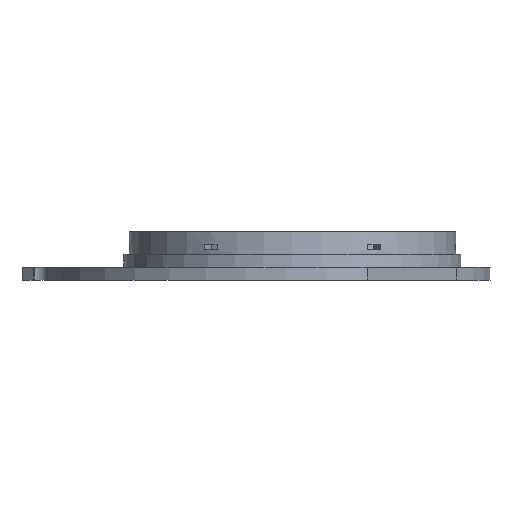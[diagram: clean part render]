
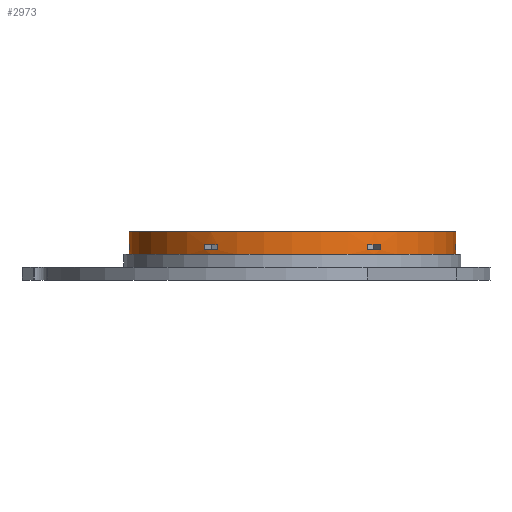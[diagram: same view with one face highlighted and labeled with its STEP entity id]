
A CAD part, left-side view. The second image highlights one B-rep face of the part: STEP entity #2973.
In plain terms, the highlighted cylindrical face has radius 63.4 mm (diameter 126.8 mm), a full revolution.
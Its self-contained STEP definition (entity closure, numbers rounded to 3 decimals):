
#58=CYLINDRICAL_SURFACE('',#3289,63.4);
#131=FACE_BOUND('',#651,.T.);
#132=FACE_BOUND('',#652,.T.);
#133=FACE_BOUND('',#653,.T.);
#134=FACE_BOUND('',#654,.T.);
#135=FACE_BOUND('',#655,.T.);
#136=FACE_BOUND('',#656,.T.);
#257=CIRCLE('',#3233,63.4);
#259=CIRCLE('',#3238,63.4);
#260=CIRCLE('',#3241,63.4);
#262=CIRCLE('',#3246,63.4);
#263=CIRCLE('',#3250,63.4);
#264=CIRCLE('',#3253,63.4);
#266=CIRCLE('',#3258,63.4);
#267=CIRCLE('',#3261,63.4);
#269=CIRCLE('',#3265,63.4);
#271=CIRCLE('',#3270,63.4);
#272=CIRCLE('',#3273,63.4);
#274=CIRCLE('',#3278,63.4);
#280=CIRCLE('',#3290,63.4);
#281=CIRCLE('',#3291,63.4);
#438=FACE_OUTER_BOUND('',#650,.T.);
#650=EDGE_LOOP('',(#2579,#2580,#2581,#2582));
#651=EDGE_LOOP('',(#2583,#2584,#2585,#2586));
#652=EDGE_LOOP('',(#2587,#2588,#2589,#2590));
#653=EDGE_LOOP('',(#2591,#2592,#2593,#2594));
#654=EDGE_LOOP('',(#2595,#2596,#2597,#2598));
#655=EDGE_LOOP('',(#2599,#2600,#2601,#2602));
#656=EDGE_LOOP('',(#2603,#2604,#2605,#2606));
#872=LINE('',#4875,#1128);
#878=LINE('',#4891,#1134);
#882=LINE('',#4902,#1138);
#890=LINE('',#4922,#1146);
#892=LINE('',#4929,#1148);
#896=LINE('',#4938,#1152);
#902=LINE('',#4956,#1158);
#906=LINE('',#4965,#1162);
#912=LINE('',#4983,#1168);
#918=LINE('',#4999,#1174);
#922=LINE('',#5010,#1178);
#928=LINE('',#5026,#1184);
#937=LINE('',#5058,#1193);
#1128=VECTOR('',#3940,10.);
#1134=VECTOR('',#3954,10.);
#1138=VECTOR('',#3966,10.);
#1146=VECTOR('',#3984,10.);
#1148=VECTOR('',#3992,10.);
#1152=VECTOR('',#3998,10.);
#1158=VECTOR('',#4018,10.);
#1162=VECTOR('',#4024,10.);
#1168=VECTOR('',#4044,10.);
#1174=VECTOR('',#4058,10.);
#1178=VECTOR('',#4070,10.);
#1184=VECTOR('',#4084,10.);
#1193=VECTOR('',#4123,63.4);
#1411=VERTEX_POINT('',#4873);
#1412=VERTEX_POINT('',#4874);
#1415=VERTEX_POINT('',#4882);
#1418=VERTEX_POINT('',#4890);
#1420=VERTEX_POINT('',#4900);
#1421=VERTEX_POINT('',#4901);
#1424=VERTEX_POINT('',#4909);
#1428=VERTEX_POINT('',#4921);
#1429=VERTEX_POINT('',#4927);
#1430=VERTEX_POINT('',#4928);
#1433=VERTEX_POINT('',#4936);
#1434=VERTEX_POINT('',#4937);
#1438=VERTEX_POINT('',#4954);
#1439=VERTEX_POINT('',#4955);
#1442=VERTEX_POINT('',#4963);
#1443=VERTEX_POINT('',#4964);
#1447=VERTEX_POINT('',#4981);
#1448=VERTEX_POINT('',#4982);
#1451=VERTEX_POINT('',#4990);
#1454=VERTEX_POINT('',#4998);
#1456=VERTEX_POINT('',#5008);
#1457=VERTEX_POINT('',#5009);
#1460=VERTEX_POINT('',#5017);
#1463=VERTEX_POINT('',#5025);
#1470=VERTEX_POINT('',#5055);
#1471=VERTEX_POINT('',#5057);
#1776=EDGE_CURVE('',#1411,#1412,#872,.T.);
#1780=EDGE_CURVE('',#1412,#1415,#257,.T.);
#1784=EDGE_CURVE('',#1415,#1418,#878,.T.);
#1788=EDGE_CURVE('',#1418,#1411,#259,.T.);
#1789=EDGE_CURVE('',#1420,#1421,#882,.T.);
#1793=EDGE_CURVE('',#1421,#1424,#260,.T.);
#1799=EDGE_CURVE('',#1424,#1428,#890,.T.);
#1801=EDGE_CURVE('',#1428,#1420,#262,.T.);
#1802=EDGE_CURVE('',#1429,#1430,#892,.T.);
#1806=EDGE_CURVE('',#1433,#1434,#896,.T.);
#1810=EDGE_CURVE('',#1430,#1433,#263,.T.);
#1813=EDGE_CURVE('',#1434,#1429,#264,.T.);
#1815=EDGE_CURVE('',#1438,#1439,#902,.T.);
#1819=EDGE_CURVE('',#1442,#1443,#906,.T.);
#1823=EDGE_CURVE('',#1439,#1442,#266,.T.);
#1826=EDGE_CURVE('',#1443,#1438,#267,.T.);
#1828=EDGE_CURVE('',#1447,#1448,#912,.T.);
#1832=EDGE_CURVE('',#1448,#1451,#269,.T.);
#1836=EDGE_CURVE('',#1451,#1454,#918,.T.);
#1840=EDGE_CURVE('',#1454,#1447,#271,.T.);
#1841=EDGE_CURVE('',#1456,#1457,#922,.T.);
#1845=EDGE_CURVE('',#1457,#1460,#272,.T.);
#1849=EDGE_CURVE('',#1460,#1463,#928,.T.);
#1853=EDGE_CURVE('',#1463,#1456,#274,.T.);
#1864=EDGE_CURVE('',#1470,#1470,#280,.T.);
#1865=EDGE_CURVE('',#1470,#1471,#937,.T.);
#1866=EDGE_CURVE('',#1471,#1471,#281,.T.);
#2579=ORIENTED_EDGE('',*,*,#1864,.F.);
#2580=ORIENTED_EDGE('',*,*,#1865,.T.);
#2581=ORIENTED_EDGE('',*,*,#1866,.T.);
#2582=ORIENTED_EDGE('',*,*,#1865,.F.);
#2583=ORIENTED_EDGE('',*,*,#1784,.T.);
#2584=ORIENTED_EDGE('',*,*,#1788,.T.);
#2585=ORIENTED_EDGE('',*,*,#1776,.T.);
#2586=ORIENTED_EDGE('',*,*,#1780,.T.);
#2587=ORIENTED_EDGE('',*,*,#1799,.T.);
#2588=ORIENTED_EDGE('',*,*,#1801,.T.);
#2589=ORIENTED_EDGE('',*,*,#1789,.T.);
#2590=ORIENTED_EDGE('',*,*,#1793,.T.);
#2591=ORIENTED_EDGE('',*,*,#1810,.T.);
#2592=ORIENTED_EDGE('',*,*,#1806,.T.);
#2593=ORIENTED_EDGE('',*,*,#1813,.T.);
#2594=ORIENTED_EDGE('',*,*,#1802,.T.);
#2595=ORIENTED_EDGE('',*,*,#1823,.T.);
#2596=ORIENTED_EDGE('',*,*,#1819,.T.);
#2597=ORIENTED_EDGE('',*,*,#1826,.T.);
#2598=ORIENTED_EDGE('',*,*,#1815,.T.);
#2599=ORIENTED_EDGE('',*,*,#1836,.T.);
#2600=ORIENTED_EDGE('',*,*,#1840,.T.);
#2601=ORIENTED_EDGE('',*,*,#1828,.T.);
#2602=ORIENTED_EDGE('',*,*,#1832,.T.);
#2603=ORIENTED_EDGE('',*,*,#1849,.T.);
#2604=ORIENTED_EDGE('',*,*,#1853,.T.);
#2605=ORIENTED_EDGE('',*,*,#1841,.T.);
#2606=ORIENTED_EDGE('',*,*,#1845,.T.);
#2973=ADVANCED_FACE('',(#438,#131,#132,#133,#134,#135,#136),#58,.T.);
#3233=AXIS2_PLACEMENT_3D('',#4883,#3946,#3947);
#3238=AXIS2_PLACEMENT_3D('',#4898,#3962,#3963);
#3241=AXIS2_PLACEMENT_3D('',#4910,#3972,#3973);
#3246=AXIS2_PLACEMENT_3D('',#4925,#3988,#3989);
#3250=AXIS2_PLACEMENT_3D('',#4945,#4004,#4005);
#3253=AXIS2_PLACEMENT_3D('',#4950,#4012,#4013);
#3258=AXIS2_PLACEMENT_3D('',#4972,#4030,#4031);
#3261=AXIS2_PLACEMENT_3D('',#4977,#4038,#4039);
#3265=AXIS2_PLACEMENT_3D('',#4991,#4050,#4051);
#3270=AXIS2_PLACEMENT_3D('',#5006,#4066,#4067);
#3273=AXIS2_PLACEMENT_3D('',#5018,#4076,#4077);
#3278=AXIS2_PLACEMENT_3D('',#5033,#4092,#4093);
#3289=AXIS2_PLACEMENT_3D('',#5054,#4119,#4120);
#3290=AXIS2_PLACEMENT_3D('',#5056,#4121,#4122);
#3291=AXIS2_PLACEMENT_3D('',#5059,#4124,#4125);
#3940=DIRECTION('',(0.,0.,-1.));
#3946=DIRECTION('center_axis',(0.,0.,-1.));
#3947=DIRECTION('ref_axis',(1.,0.,0.));
#3954=DIRECTION('',(0.,0.,1.));
#3962=DIRECTION('center_axis',(0.,0.,1.));
#3963=DIRECTION('ref_axis',(1.,0.,0.));
#3966=DIRECTION('',(0.,0.,-1.));
#3972=DIRECTION('center_axis',(0.,0.,-1.));
#3973=DIRECTION('ref_axis',(1.,0.,0.));
#3984=DIRECTION('',(0.,0.,1.));
#3988=DIRECTION('center_axis',(0.,0.,1.));
#3989=DIRECTION('ref_axis',(1.,0.,0.));
#3992=DIRECTION('',(0.,0.,1.));
#3998=DIRECTION('',(0.,0.,-1.));
#4004=DIRECTION('center_axis',(0.,0.,1.));
#4005=DIRECTION('ref_axis',(1.,0.,0.));
#4012=DIRECTION('center_axis',(0.,0.,-1.));
#4013=DIRECTION('ref_axis',(1.,0.,0.));
#4018=DIRECTION('',(0.,0.,1.));
#4024=DIRECTION('',(0.,0.,-1.));
#4030=DIRECTION('center_axis',(0.,0.,1.));
#4031=DIRECTION('ref_axis',(1.,0.,0.));
#4038=DIRECTION('center_axis',(0.,0.,-1.));
#4039=DIRECTION('ref_axis',(1.,0.,0.));
#4044=DIRECTION('',(0.,0.,-1.));
#4050=DIRECTION('center_axis',(0.,0.,-1.));
#4051=DIRECTION('ref_axis',(1.,0.,0.));
#4058=DIRECTION('',(0.,0.,1.));
#4066=DIRECTION('center_axis',(0.,0.,1.));
#4067=DIRECTION('ref_axis',(1.,0.,0.));
#4070=DIRECTION('',(0.,0.,-1.));
#4076=DIRECTION('center_axis',(0.,0.,-1.));
#4077=DIRECTION('ref_axis',(1.,0.,0.));
#4084=DIRECTION('',(0.,0.,1.));
#4092=DIRECTION('center_axis',(0.,0.,1.));
#4093=DIRECTION('ref_axis',(1.,0.,0.));
#4119=DIRECTION('center_axis',(0.,0.,1.));
#4120=DIRECTION('ref_axis',(1.,0.,0.));
#4121=DIRECTION('center_axis',(0.,0.,1.));
#4122=DIRECTION('ref_axis',(1.,0.,0.));
#4123=DIRECTION('',(0.,0.,-1.));
#4124=DIRECTION('center_axis',(0.,0.,1.));
#4125=DIRECTION('ref_axis',(1.,0.,0.));
#4873=CARTESIAN_POINT('',(-2.8,63.338,13.8));
#4874=CARTESIAN_POINT('',(-2.8,63.338,11.8));
#4875=CARTESIAN_POINT('',(-2.8,63.338,5.));
#4882=CARTESIAN_POINT('',(2.8,63.338,11.8));
#4883=CARTESIAN_POINT('Origin',(0.,0.,11.8));
#4890=CARTESIAN_POINT('',(2.8,63.338,13.8));
#4891=CARTESIAN_POINT('',(2.8,63.338,5.));
#4898=CARTESIAN_POINT('Origin',(0.,0.,13.8));
#4900=CARTESIAN_POINT('',(2.8,-63.338,13.8));
#4901=CARTESIAN_POINT('',(2.8,-63.338,11.8));
#4902=CARTESIAN_POINT('',(2.8,-63.338,5.));
#4909=CARTESIAN_POINT('',(-2.8,-63.338,11.8));
#4910=CARTESIAN_POINT('Origin',(0.,0.,11.8));
#4921=CARTESIAN_POINT('',(-2.8,-63.338,13.8));
#4922=CARTESIAN_POINT('',(-2.8,-63.338,5.));
#4925=CARTESIAN_POINT('Origin',(0.,0.,13.8));
#4927=CARTESIAN_POINT('',(53.452,-34.094,11.8));
#4928=CARTESIAN_POINT('',(53.452,-34.094,13.8));
#4929=CARTESIAN_POINT('',(53.452,-34.094,5.));
#4936=CARTESIAN_POINT('',(56.252,-29.244,13.8));
#4937=CARTESIAN_POINT('',(56.252,-29.244,11.8));
#4938=CARTESIAN_POINT('',(56.252,-29.244,5.));
#4945=CARTESIAN_POINT('Origin',(0.,0.,13.8));
#4950=CARTESIAN_POINT('Origin',(0.,0.,11.8));
#4954=CARTESIAN_POINT('',(-53.452,34.094,11.8));
#4955=CARTESIAN_POINT('',(-53.452,34.094,13.8));
#4956=CARTESIAN_POINT('',(-53.452,34.094,5.));
#4963=CARTESIAN_POINT('',(-56.252,29.244,13.8));
#4964=CARTESIAN_POINT('',(-56.252,29.244,11.8));
#4965=CARTESIAN_POINT('',(-56.252,29.244,5.));
#4972=CARTESIAN_POINT('Origin',(0.,0.,13.8));
#4977=CARTESIAN_POINT('Origin',(0.,0.,11.8));
#4981=CARTESIAN_POINT('',(-53.452,-34.094,13.8));
#4982=CARTESIAN_POINT('',(-53.452,-34.094,11.8));
#4983=CARTESIAN_POINT('',(-53.452,-34.094,5.));
#4990=CARTESIAN_POINT('',(-56.252,-29.244,11.8));
#4991=CARTESIAN_POINT('Origin',(0.,0.,11.8));
#4998=CARTESIAN_POINT('',(-56.252,-29.244,13.8));
#4999=CARTESIAN_POINT('',(-56.252,-29.244,5.));
#5006=CARTESIAN_POINT('Origin',(0.,0.,13.8));
#5008=CARTESIAN_POINT('',(53.452,34.094,13.8));
#5009=CARTESIAN_POINT('',(53.452,34.094,11.8));
#5010=CARTESIAN_POINT('',(53.452,34.094,5.));
#5017=CARTESIAN_POINT('',(56.252,29.244,11.8));
#5018=CARTESIAN_POINT('Origin',(0.,0.,11.8));
#5025=CARTESIAN_POINT('',(56.252,29.244,13.8));
#5026=CARTESIAN_POINT('',(56.252,29.244,5.));
#5033=CARTESIAN_POINT('Origin',(0.,0.,13.8));
#5054=CARTESIAN_POINT('Origin',(0.,0.,5.));
#5055=CARTESIAN_POINT('',(-63.4,0.,18.8));
#5056=CARTESIAN_POINT('Origin',(0.,0.,18.8));
#5057=CARTESIAN_POINT('',(-63.4,0.,10.));
#5058=CARTESIAN_POINT('',(-63.4,0.,5.));
#5059=CARTESIAN_POINT('Origin',(0.,0.,10.));
